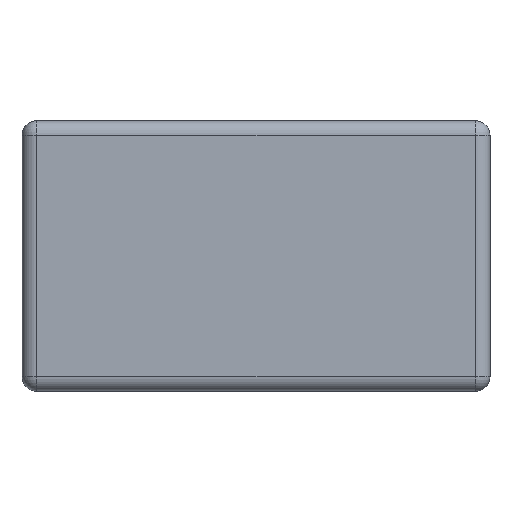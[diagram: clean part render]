
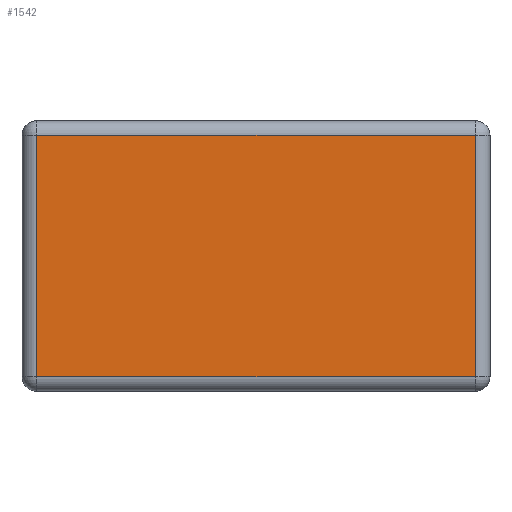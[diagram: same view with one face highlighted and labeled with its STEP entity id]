
A CAD part, left-side view. The second image highlights one B-rep face of the part: STEP entity #1542.
In plain terms, the highlighted planar face has unit normal (-1, 0, 0).
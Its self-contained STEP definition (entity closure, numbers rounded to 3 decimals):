
#1131=CARTESIAN_POINT('',(-2.25,1.5,1.75));
#1132=VERTEX_POINT('',#1131);
#1157=CARTESIAN_POINT('',(-2.25,-1.5,1.75));
#1158=VERTEX_POINT('',#1157);
#1201=CARTESIAN_POINT('',(-2.25,1.5,0.1));
#1202=VERTEX_POINT('',#1201);
#1227=CARTESIAN_POINT('',(-2.25,-1.5,0.1));
#1228=VERTEX_POINT('',#1227);
#1268=CARTESIAN_POINT('',(-2.25,-1.5,0.1));
#1269=DIRECTION('',(0.0,1.0,0.0));
#1270=VECTOR('',#1269,3.0);
#1271=LINE('',#1268,#1270);
#1272=EDGE_CURVE('',#1228,#1202,#1271,.T.);
#1290=CARTESIAN_POINT('',(-2.25,-1.5,1.75));
#1291=DIRECTION('',(0.0,0.0,-1.0));
#1292=VECTOR('',#1291,1.65);
#1293=LINE('',#1290,#1292);
#1294=EDGE_CURVE('',#1158,#1228,#1293,.T.);
#1369=CARTESIAN_POINT('',(-2.25,1.5,0.1));
#1370=DIRECTION('',(0.0,0.0,1.0));
#1371=VECTOR('',#1370,1.65);
#1372=LINE('',#1369,#1371);
#1373=EDGE_CURVE('',#1202,#1132,#1372,.T.);
#1430=CARTESIAN_POINT('',(-2.25,1.5,1.75));
#1431=DIRECTION('',(0.0,-1.0,0.0));
#1432=VECTOR('',#1431,3.0);
#1433=LINE('',#1430,#1432);
#1434=EDGE_CURVE('',#1132,#1158,#1433,.T.);
#1531=CARTESIAN_POINT('',(-2.25,0.0,0.925));
#1532=DIRECTION('',(1.0,0.0,0.0));
#1533=DIRECTION('',(0.0,0.0,1.0));
#1534=AXIS2_PLACEMENT_3D('',#1531,#1532,#1533);
#1535=PLANE('',#1534);
#1536=ORIENTED_EDGE('',*,*,#1272,.F.);
#1537=ORIENTED_EDGE('',*,*,#1294,.F.);
#1538=ORIENTED_EDGE('',*,*,#1434,.F.);
#1539=ORIENTED_EDGE('',*,*,#1373,.F.);
#1540=EDGE_LOOP('',(#1536,#1537,#1538,#1539));
#1541=FACE_OUTER_BOUND('',#1540,.T.);
#1542=ADVANCED_FACE('',(#1541),#1535,.F.);
